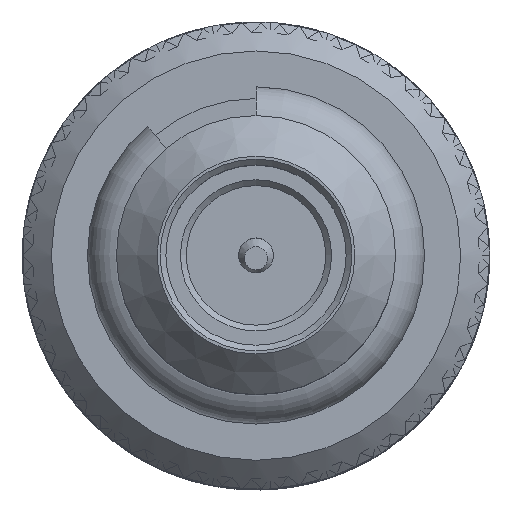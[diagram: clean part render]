
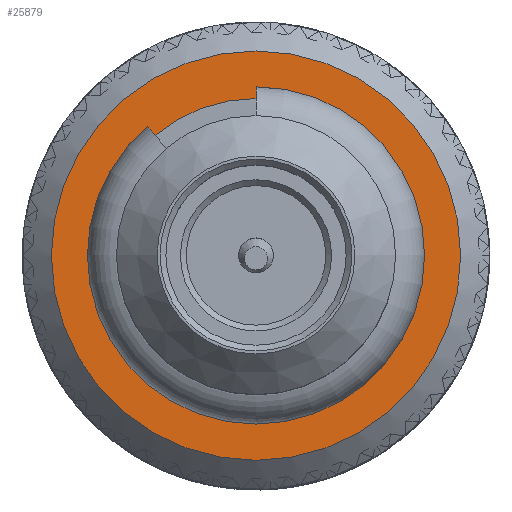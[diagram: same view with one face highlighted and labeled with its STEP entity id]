
A CAD part, top view. The second image highlights one B-rep face of the part: STEP entity #25879.
In plain terms, the highlighted planar face has unit normal (0, 0, 1).
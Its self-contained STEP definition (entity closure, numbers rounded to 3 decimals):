
#25879 = ADVANCED_FACE( '', ( #56858, #56859 ), #56860, .F. );
#56858 = FACE_OUTER_BOUND( '', #349884, .T. );
#56859 = FACE_BOUND( '', #349885, .T. );
#56860 = PLANE( '', #349886 );
#349884 = EDGE_LOOP( '', ( #588769 ) );
#349885 = EDGE_LOOP( '', ( #588770 ) );
#349886 = AXIS2_PLACEMENT_3D( '', #588771, #588772, #588773 );
#588769 = ORIENTED_EDGE( '', *, *, #645008, .T. );
#588770 = ORIENTED_EDGE( '', *, *, #645009, .T. );
#588771 = CARTESIAN_POINT( '', ( 0., 0., 0. ) );
#588772 = DIRECTION( '', ( 0., 0., -1. ) );
#588773 = DIRECTION( '', ( -1., 0., 0. ) );
#645008 = EDGE_CURVE( '', #693101, #693101, #693102, .F. );
#645009 = EDGE_CURVE( '', #693103, #693103, #693104, .T. );
#693101 = VERTEX_POINT( '', #909103 );
#693102 = CIRCLE( '', #909104, 1.76 );
#693103 = VERTEX_POINT( '', #909105 );
#693104 = CIRCLE( '', #909106, 1.35 );
#909103 = CARTESIAN_POINT( '', ( -1.76, 0., 0. ) );
#909104 = AXIS2_PLACEMENT_3D( '', #956737, #956738, #956739 );
#909105 = CARTESIAN_POINT( '', ( -1.35, 0., 0. ) );
#909106 = AXIS2_PLACEMENT_3D( '', #956740, #956741, #956742 );
#956737 = CARTESIAN_POINT( '', ( 0., 0., 0. ) );
#956738 = DIRECTION( '', ( 0., 0., -1. ) );
#956739 = DIRECTION( '', ( -1., 0., 0. ) );
#956740 = CARTESIAN_POINT( '', ( 0., 0., 0. ) );
#956741 = DIRECTION( '', ( 0., 0., -1. ) );
#956742 = DIRECTION( '', ( -1., 0., 0. ) );
